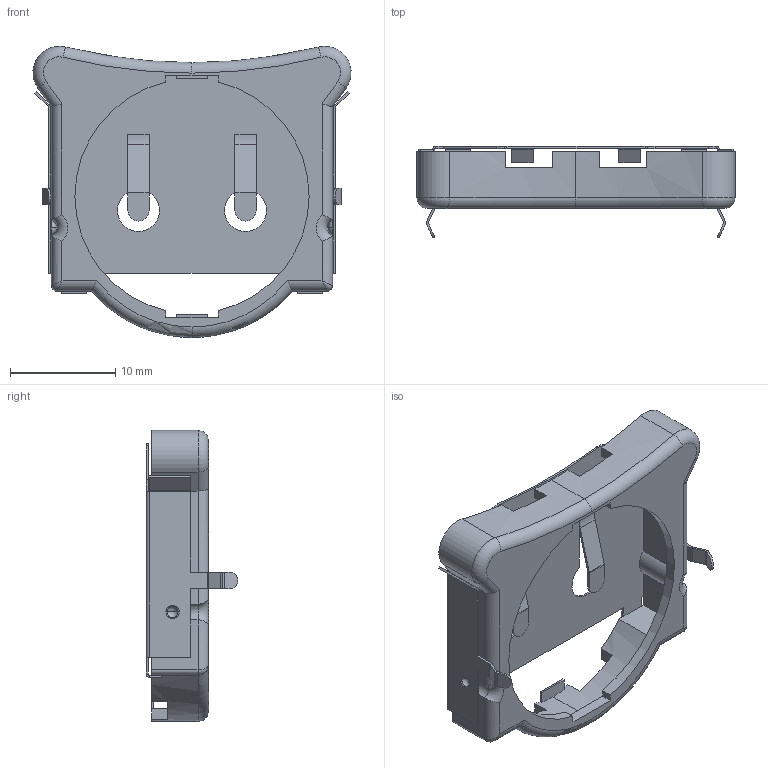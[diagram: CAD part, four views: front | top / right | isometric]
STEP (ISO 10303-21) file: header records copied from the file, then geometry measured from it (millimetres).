
FILE_DESCRIPTION (( 'STEP AP214' ), '1' );
FILE_NAME ('BHX1-2450-PC.STEP', '2020-01-09T20:35:39', ( '' ), ( '' ), 'SwSTEP 2.0', 'SolidWorks 2017', '' );
FILE_SCHEMA (( 'AUTOMOTIVE_DESIGN' ));
Length unit declared in the file: millimetre
Products named in the file (1): BHX1-2450-PC
Bounding box: 30.19 x 8.7 x 27.63 mm (x, y, z)
Volume: 807.2 mm3; surface area: 2937.5 mm2
Topology: 2 solids, 2 shells, 262 faces, 632 edges, 376 vertices
Faces by surface type: plane 163, cylinder 73, torus 16, sphere 8, bspline 2
Entity records: 7613 total; most frequent: CARTESIAN_POINT 1391, DIRECTION 1336, ORIENTED_EDGE 1260, EDGE_CURVE 630, AXIS2_PLACEMENT_3D 457, LINE 422, VECTOR 422, VERTEX_POINT 376
